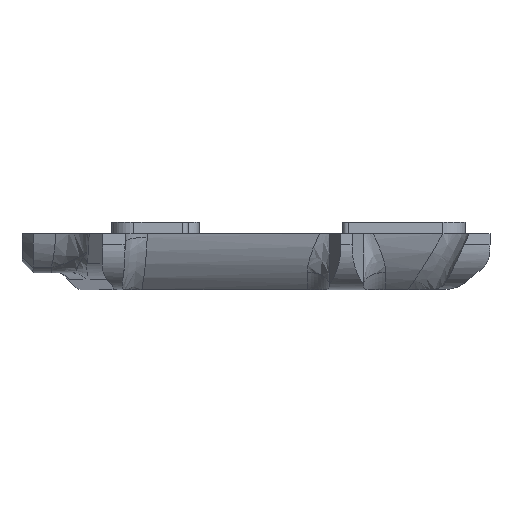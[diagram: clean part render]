
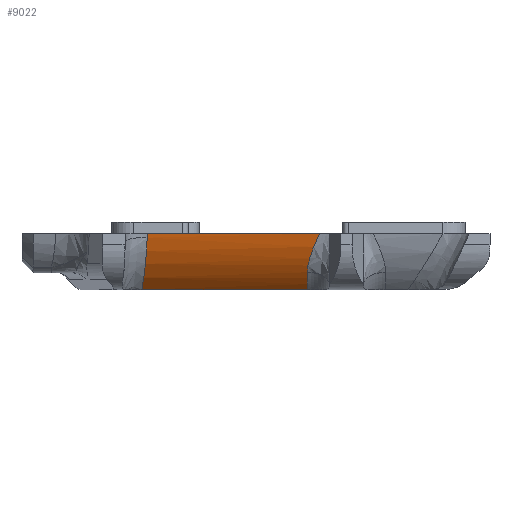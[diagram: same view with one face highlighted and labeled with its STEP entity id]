
A CAD part, left-side view. The second image highlights one B-rep face of the part: STEP entity #9022.
In plain terms, the highlighted cylindrical face has radius 18.19 mm (diameter 36.38 mm), a partial arc.
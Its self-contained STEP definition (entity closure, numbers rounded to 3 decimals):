
#867=CARTESIAN_POINT('',(0.663,45.479,-0.));
#868=VERTEX_POINT('',#867);
#906=CARTESIAN_POINT('',(0.663,14.66,-0.));
#907=VERTEX_POINT('',#906);
#908=CARTESIAN_POINT('',(0.663,14.66,-0.));
#909=DIRECTION('',(0.,1.,0.));
#910=VECTOR('',#909,30.819);
#911=LINE('',#908,#910);
#912=EDGE_CURVE('',#907,#868,#911,.T.);
#1441=CARTESIAN_POINT('',(6.322,16.884,-10.));
#1442=VERTEX_POINT('',#1441);
#1468=CARTESIAN_POINT('',(6.322,46.461,-10.));
#1469=VERTEX_POINT('',#1468);
#1470=CARTESIAN_POINT('',(6.322,16.884,-10.));
#1471=DIRECTION('',(0.,1.,0.));
#1472=VECTOR('',#1471,29.576);
#1473=LINE('',#1470,#1472);
#1474=EDGE_CURVE('',#1442,#1469,#1473,.T.);
#8524=CARTESIAN_POINT('',(3.601,16.884,-6.917));
#8525=VERTEX_POINT('',#8524);
#8526=CARTESIAN_POINT('',(0.663,14.66,-0.));
#8527=CARTESIAN_POINT('',(0.78,14.947,-0.595));
#8528=CARTESIAN_POINT('',(0.926,15.222,-1.186));
#8529=CARTESIAN_POINT('',(1.104,15.477,-1.773));
#8530=CARTESIAN_POINT('',(1.282,15.732,-2.361));
#8531=CARTESIAN_POINT('',(1.492,15.968,-2.946));
#8532=CARTESIAN_POINT('',(1.736,16.174,-3.529));
#8533=CARTESIAN_POINT('',(1.858,16.277,-3.821));
#8534=CARTESIAN_POINT('',(1.99,16.373,-4.113));
#8535=CARTESIAN_POINT('',(2.129,16.458,-4.402));
#8536=CARTESIAN_POINT('',(2.268,16.544,-4.691));
#8537=CARTESIAN_POINT('',(2.415,16.619,-4.976));
#8538=CARTESIAN_POINT('',(2.571,16.681,-5.258));
#8539=CARTESIAN_POINT('',(2.881,16.807,-5.823));
#8540=CARTESIAN_POINT('',(3.223,16.884,-6.375));
#8541=CARTESIAN_POINT('',(3.601,16.884,-6.917));
#8542=B_SPLINE_CURVE_WITH_KNOTS('',3,(#8526,#8527,#8528,#8529,#8530,#8531,#8532,#8533,#8534,#8535,#8536,#8537,#8538,#8539,#8540,#8541),.UNSPECIFIED.,.F.,.F.,(4,3,3,3,3,4),(0.008,0.01,0.013,0.014,0.015,0.018),.UNSPECIFIED.);
#8543=EDGE_CURVE('',#907,#8525,#8542,.T.);
#8569=CARTESIAN_POINT('',(18.513,16.884,3.5));
#8570=DIRECTION('',(0.,-1.,0.));
#8571=DIRECTION('',(-1.,-0.,-0.));
#8572=AXIS2_PLACEMENT_3D('',#8569,#8570,#8571);
#8573=CIRCLE('',#8572,18.19);
#8574=EDGE_CURVE('',#8525,#1442,#8573,.T.);
#8741=CARTESIAN_POINT('',(0.819,45.501,-0.717));
#8742=VERTEX_POINT('',#8741);
#8750=CARTESIAN_POINT('',(0.819,45.501,-0.717));
#8751=CARTESIAN_POINT('',(0.762,45.492,-0.479));
#8752=CARTESIAN_POINT('',(0.71,45.484,-0.24));
#8753=CARTESIAN_POINT('',(0.663,45.479,-0.));
#8754=B_SPLINE_CURVE_WITH_KNOTS('',3,(#8750,#8751,#8752,#8753),.UNSPECIFIED.,.F.,.F.,(4,4),(0.01,0.011),.UNSPECIFIED.);
#8755=EDGE_CURVE('',#8742,#868,#8754,.T.);
#8943=CARTESIAN_POINT('',(18.513,48.585,3.5));
#8944=DIRECTION('',(-0.172,0.985,-0.));
#8945=DIRECTION('',(0.985,0.172,0.));
#8946=AXIS2_PLACEMENT_3D('',#8943,#8944,#8945);
#8947=ELLIPSE('',#8946,18.464,18.19);
#8948=EDGE_CURVE('',#1469,#8742,#8947,.T.);
#9009=CARTESIAN_POINT('',(18.513,-16.116,3.5));
#9010=DIRECTION('',(0.,1.,0.));
#9011=DIRECTION('',(-0.,0.,1.));
#9012=AXIS2_PLACEMENT_3D('',#9009,#9010,#9011);
#9013=CYLINDRICAL_SURFACE('',#9012,18.19);
#9014=ORIENTED_EDGE('',*,*,#912,.T.);
#9015=ORIENTED_EDGE('',*,*,#8755,.F.);
#9016=ORIENTED_EDGE('',*,*,#8948,.F.);
#9017=ORIENTED_EDGE('',*,*,#1474,.F.);
#9018=ORIENTED_EDGE('',*,*,#8574,.F.);
#9019=ORIENTED_EDGE('',*,*,#8543,.F.);
#9020=EDGE_LOOP('',(#9014,#9015,#9016,#9017,#9018,#9019));
#9021=FACE_BOUND('',#9020,.T.);
#9022=ADVANCED_FACE('',(#9021),#9013,.T.);
